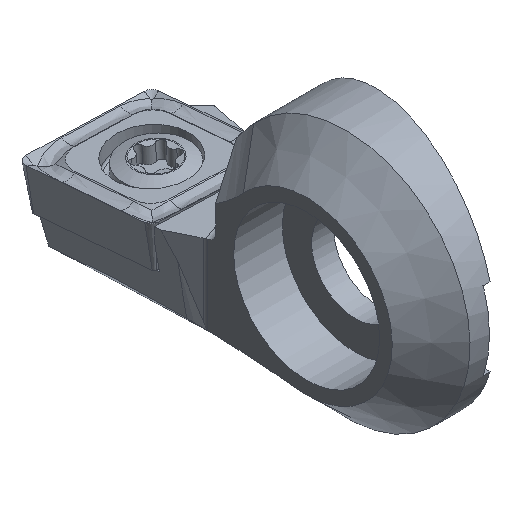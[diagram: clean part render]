
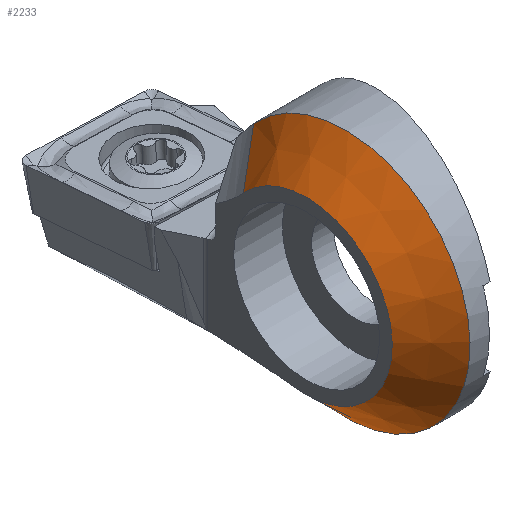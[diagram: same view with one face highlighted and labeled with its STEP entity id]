
A CAD part, isometric view. The second image highlights one B-rep face of the part: STEP entity #2233.
In plain terms, the highlighted conical face has half-angle 45 degrees and reference radius 6.4 mm.
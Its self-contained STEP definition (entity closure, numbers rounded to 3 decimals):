
#38 = VECTOR ( 'NONE', #2401, 1000. ) ;
#120 = EDGE_LOOP ( 'NONE', ( #2788, #3415, #619, #241 ) ) ;
#127 = DIRECTION ( 'NONE',  ( 0., 1., 0. ) ) ;
#241 = ORIENTED_EDGE ( 'NONE', *, *, #360, .F. ) ;
#254 = EDGE_CURVE ( 'NONE', #658, #2686, #394, .T. ) ;
#296 = VERTEX_POINT ( 'NONE', #884 ) ;
#360 = EDGE_CURVE ( 'NONE', #296, #1596, #2556, .T. ) ;
#394 = CIRCLE ( 'NONE', #1619, 6.4 ) ;
#603 = CARTESIAN_POINT ( 'NONE',  ( -1.65, 0., 0. ) ) ;
#619 = ORIENTED_EDGE ( 'NONE', *, *, #1214, .T. ) ;
#658 = VERTEX_POINT ( 'NONE', #1347 ) ;
#694 = DIRECTION ( 'NONE',  ( 1., 0., 0. ) ) ;
#711 = AXIS2_PLACEMENT_3D ( 'NONE', #2859, #694, #3134 ) ;
#754 = AXIS2_PLACEMENT_3D ( 'NONE', #2331, #2566, #127 ) ;
#763 = LINE ( 'NONE', #2984, #38 ) ;
#859 = DIRECTION ( 'NONE',  ( -1., 0., 0. ) ) ;
#884 = CARTESIAN_POINT ( 'NONE',  ( -3.65, 0.46, -4.376 ) ) ;
#1214 = EDGE_CURVE ( 'NONE', #2686, #1596, #2546, .T. ) ;
#1276 = CARTESIAN_POINT ( 'NONE',  ( -1.65, 4.723, 4.319 ) ) ;
#1347 = CARTESIAN_POINT ( 'NONE',  ( -1.65, 0.669, -6.365 ) ) ;
#1443 = DIRECTION ( 'NONE',  ( 0., -1., 0. ) ) ;
#1569 = CARTESIAN_POINT ( 'NONE',  ( -3.65, 3.247, 2.969 ) ) ;
#1596 = VERTEX_POINT ( 'NONE', #1569 ) ;
#1619 = AXIS2_PLACEMENT_3D ( 'NONE', #603, #859, #1443 ) ;
#1683 = VECTOR ( 'NONE', #2733, 1000. ) ;
#2233 = ADVANCED_FACE ( 'NONE', ( #2277 ), #3097, .T. ) ;
#2277 = FACE_OUTER_BOUND ( 'NONE', #120, .T. ) ;
#2331 = CARTESIAN_POINT ( 'NONE',  ( -3.65, 0., 0. ) ) ;
#2401 = DIRECTION ( 'NONE',  ( -0.707, -0.074, 0.703 ) ) ;
#2546 = LINE ( 'NONE', #2975, #1683 ) ;
#2556 = CIRCLE ( 'NONE', #754, 4.4 ) ;
#2566 = DIRECTION ( 'NONE',  ( -1., 0., 0. ) ) ;
#2686 = VERTEX_POINT ( 'NONE', #1276 ) ;
#2733 = DIRECTION ( 'NONE',  ( -0.707, -0.522, -0.477 ) ) ;
#2788 = ORIENTED_EDGE ( 'NONE', *, *, #3235, .F. ) ;
#2859 = CARTESIAN_POINT ( 'NONE',  ( -1.65, 0., 0. ) ) ;
#2975 = CARTESIAN_POINT ( 'NONE',  ( -3.65, 3.247, 2.969 ) ) ;
#2984 = CARTESIAN_POINT ( 'NONE',  ( -5.5, 0.267, -2.536 ) ) ;
#3097 = CONICAL_SURFACE ( 'NONE', #711, 6.4, 0.785 ) ;
#3134 = DIRECTION ( 'NONE',  ( 0., 1., 0. ) ) ;
#3235 = EDGE_CURVE ( 'NONE', #658, #296, #763, .T. ) ;
#3415 = ORIENTED_EDGE ( 'NONE', *, *, #254, .T. ) ;
